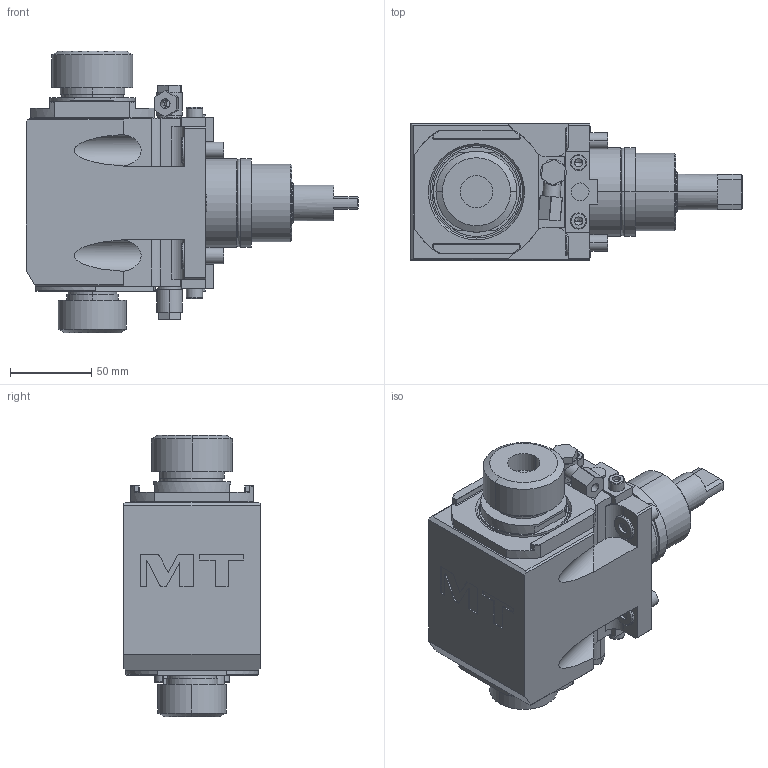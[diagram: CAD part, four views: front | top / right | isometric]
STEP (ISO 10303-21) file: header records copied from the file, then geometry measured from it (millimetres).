
FILE_DESCRIPTION((''),'2;1');
FILE_NAME('BGL0193225_CONF','2023-06-26T09:23:58',('gvalli'),('M.T. srl'),'CREO PARAMETRIC BY PTC INC, 2021072','CREO PARAMETRIC BY PTC INC, 2021072','');
FILE_SCHEMA(('CONFIG_CONTROL_DESIGN'));
Length unit declared in the file: millimetre
Products named in the file (1): BGL0193225_CONF
Bounding box: 204.9 x 84 x 173.82 mm (x, y, z)
Volume: 1169899.7 mm3; surface area: 107590.7 mm2
Topology: 1 solids, 1 shells, 484 faces, 1167 edges, 740 vertices
Faces by surface type: plane 244, cylinder 168, cone 44, torus 26, extrusion 2
Entity records: 15244 total; most frequent: CARTESIAN_POINT 3716, DIRECTION 2483, ORIENTED_EDGE 2318, EDGE_CURVE 1159, AXIS2_PLACEMENT_3D 924, VERTEX_POINT 740, VECTOR 635, LINE 633
